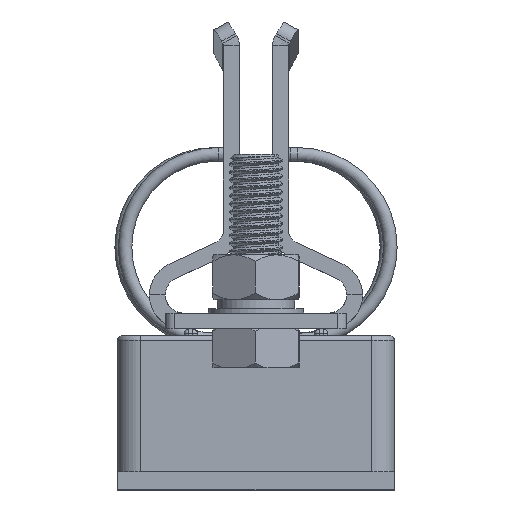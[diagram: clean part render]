
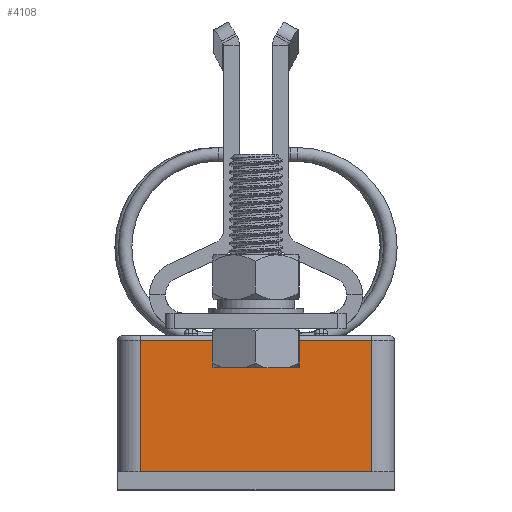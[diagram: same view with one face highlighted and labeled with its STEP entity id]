
A CAD part, left-side view. The second image highlights one B-rep face of the part: STEP entity #4108.
In plain terms, the highlighted planar face has unit normal (-1, 0, 0).
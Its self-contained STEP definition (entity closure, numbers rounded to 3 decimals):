
#618=FACE_OUTER_BOUND('',#5388,.T.);
#1850=LINE('',#53373,#2888);
#1860=LINE('',#53397,#2898);
#1861=LINE('',#53399,#2899);
#1862=LINE('',#53401,#2900);
#2888=VECTOR('',#16305,1.);
#2898=VECTOR('',#16323,1.);
#2899=VECTOR('',#16324,1.);
#2900=VECTOR('',#16325,1.);
#3524=PLANE('',#13543);
#4108=ADVANCED_FACE('',(#618),#3524,.F.);
#5388=EDGE_LOOP('',(#8025,#8026,#8027,#8028));
#8025=ORIENTED_EDGE('',*,*,#11715,.T.);
#8026=ORIENTED_EDGE('',*,*,#11716,.T.);
#8027=ORIENTED_EDGE('',*,*,#11717,.T.);
#8028=ORIENTED_EDGE('',*,*,#11703,.T.);
#10199=VERTEX_POINT('',#53374);
#10200=VERTEX_POINT('',#53375);
#10209=VERTEX_POINT('',#53398);
#10210=VERTEX_POINT('',#53400);
#11703=EDGE_CURVE('',#10199,#10200,#1850,.T.);
#11715=EDGE_CURVE('',#10200,#10209,#1860,.T.);
#11716=EDGE_CURVE('',#10209,#10210,#1861,.T.);
#11717=EDGE_CURVE('',#10210,#10199,#1862,.T.);
#13543=AXIS2_PLACEMENT_3D('',#53402,#16326,#16327);
#16305=DIRECTION('',(0.,-1.,0.));
#16323=DIRECTION('',(0.,0.,1.));
#16324=DIRECTION('',(0.,1.,0.));
#16325=DIRECTION('',(0.,0.,-1.));
#16326=DIRECTION('',(1.,0.,0.));
#16327=DIRECTION('',(0.,0.,1.));
#53373=CARTESIAN_POINT('',(-79.5,36.6,4.));
#53374=CARTESIAN_POINT('',(-79.5,25.5,4.));
#53375=CARTESIAN_POINT('',(-79.5,-25.5,4.));
#53397=CARTESIAN_POINT('',(-79.5,-25.5,34.));
#53398=CARTESIAN_POINT('',(-79.5,-25.5,33.));
#53399=CARTESIAN_POINT('',(-79.5,25.5,33.));
#53400=CARTESIAN_POINT('',(-79.5,25.5,33.));
#53401=CARTESIAN_POINT('',(-79.5,25.5,34.));
#53402=CARTESIAN_POINT('',(-79.5,30.5,34.));
